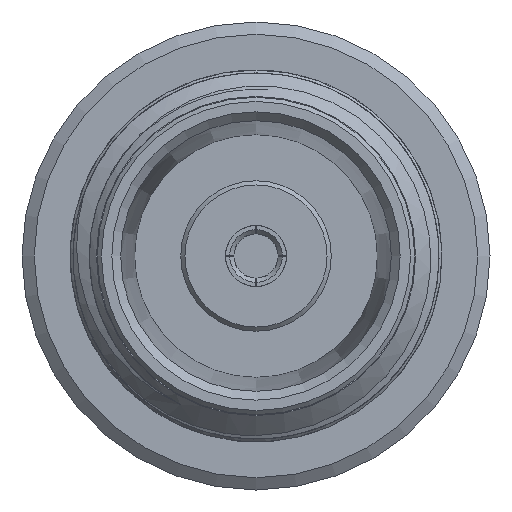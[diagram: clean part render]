
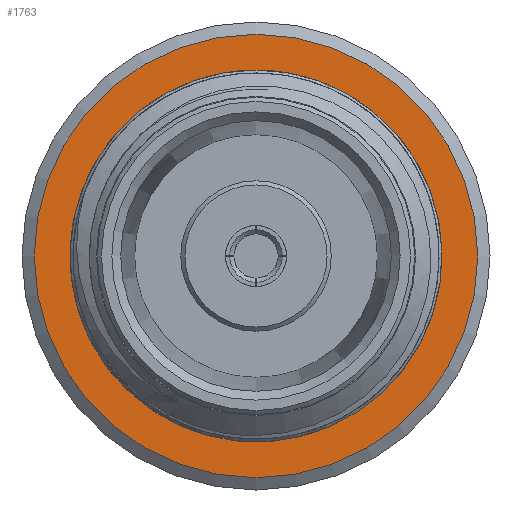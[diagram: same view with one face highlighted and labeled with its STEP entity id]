
A CAD part, left-side view. The second image highlights one B-rep face of the part: STEP entity #1763.
In plain terms, the highlighted planar face has unit normal (-1, 0, 0).
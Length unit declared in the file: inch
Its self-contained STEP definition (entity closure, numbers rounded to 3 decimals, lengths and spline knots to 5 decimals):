
#13 = FACE_BOUND ( 'NONE', #4568, .T. ) ;
#640 = DIRECTION ( 'NONE',  ( 0., 0., 1. ) ) ;
#717 = CARTESIAN_POINT ( 'NONE',  ( 0.83087, 0., 0. ) ) ;
#773 = DIRECTION ( 'NONE',  ( 1., 0., 0. ) ) ;
#1033 = VERTEX_POINT ( 'NONE', #1158 ) ;
#1053 = ORIENTED_EDGE ( 'NONE', *, *, #2211, .T. ) ;
#1147 = AXIS2_PLACEMENT_3D ( 'NONE', #3299, #3677, #3284 ) ;
#1158 = CARTESIAN_POINT ( 'NONE',  ( 0.83087, 0., -0.13789 ) ) ;
#1452 = DIRECTION ( 'NONE',  ( -1., 0., 0. ) ) ;
#1763 = ADVANCED_FACE ( 'NONE', ( #13, #4267 ), #4305, .T. ) ;
#2211 = EDGE_CURVE ( 'NONE', #1033, #1033, #5222, .T. ) ;
#2361 = ORIENTED_EDGE ( 'NONE', *, *, #4106, .F. ) ;
#2425 = DIRECTION ( 'NONE',  ( 0., 0., -1. ) ) ;
#2434 = CARTESIAN_POINT ( 'NONE',  ( 0.83087, 0., -0.26532 ) ) ;
#2520 = AXIS2_PLACEMENT_3D ( 'NONE', #717, #773, #2425 ) ;
#3284 = DIRECTION ( 'NONE',  ( 0., 0., -1. ) ) ;
#3299 = CARTESIAN_POINT ( 'NONE',  ( 0.83087, 0., 0. ) ) ;
#3677 = DIRECTION ( 'NONE',  ( 1., 0., 0. ) ) ;
#3925 = CIRCLE ( 'NONE', #1147, 0.26532 ) ;
#4047 = AXIS2_PLACEMENT_3D ( 'NONE', #5155, #1452, #640 ) ;
#4106 = EDGE_CURVE ( 'NONE', #4177, #4177, #3925, .T. ) ;
#4177 = VERTEX_POINT ( 'NONE', #2434 ) ;
#4267 = FACE_OUTER_BOUND ( 'NONE', #4490, .T. ) ;
#4305 = PLANE ( 'NONE',  #4047 ) ;
#4490 = EDGE_LOOP ( 'NONE', ( #2361 ) ) ;
#4568 = EDGE_LOOP ( 'NONE', ( #1053 ) ) ;
#5155 = CARTESIAN_POINT ( 'NONE',  ( 0.83087, 0.13789, 0. ) ) ;
#5222 = CIRCLE ( 'NONE', #2520, 0.13789 ) ;
